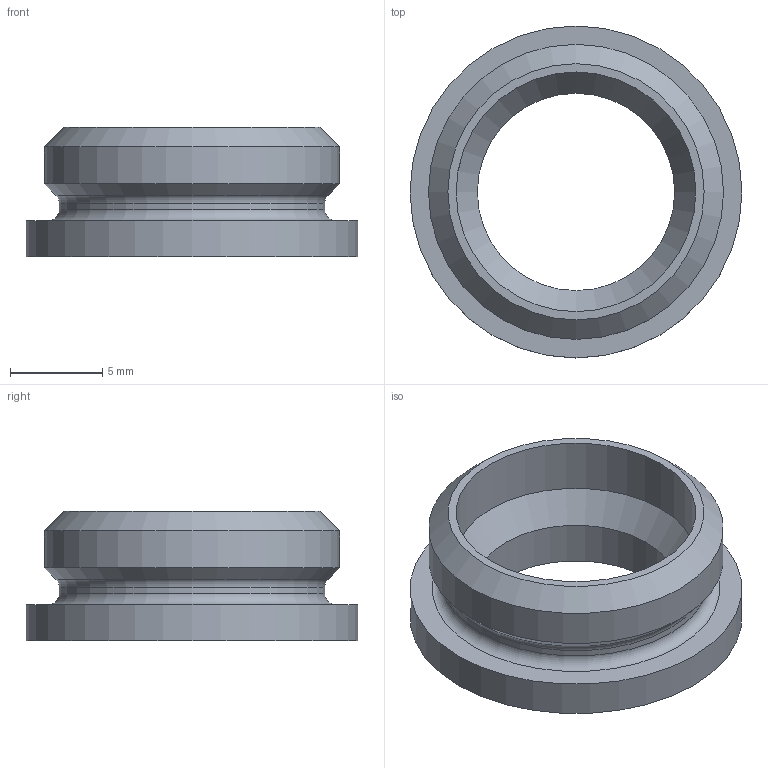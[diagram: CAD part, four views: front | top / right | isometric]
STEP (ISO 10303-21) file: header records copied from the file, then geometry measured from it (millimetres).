
FILE_DESCRIPTION( ( 'STEP AP214' ), '1' );
FILE_NAME( 'AMF559092-01.stp', '2019-01-17T07:16:15', ( '' ), ( '' ), ' ', 'PARTsolutions', ' ' );
FILE_SCHEMA( ( 'AUTOMOTIVE_DESIGN { 1 0 10303 214 1 1 1 1 }' ) );
Length unit declared in the file: millimetre
Products named in the file (1): _AMF559092-01
Bounding box: 18 x 18 x 7 mm (x, y, z)
Volume: 614.9 mm3; surface area: 967.3 mm2
Topology: 1 solids, 1 shells, 21 faces, 39 edges, 25 vertices
Faces by surface type: cylinder 9, plane 7, cone 3, torus 2
Full cylindrical faces by diameter (mm): 2.1 x4, 10.7 x1, 13 x1, 14.4 x1, 16 x1, 18 x1
Entity records: 612 total; most frequent: DIRECTION 86, CARTESIAN_POINT 64, AXIS2_PLACEMENT_3D 43, EDGE_LOOP 42, ORIENTED_EDGE 42, FACE_OUTER_BOUND 32, STYLED_ITEM 21, PRESENTATION_STYLE_ASSIGNMENT 21
